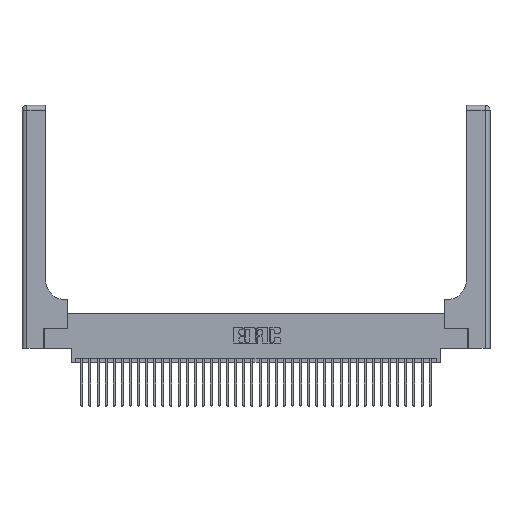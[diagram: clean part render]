
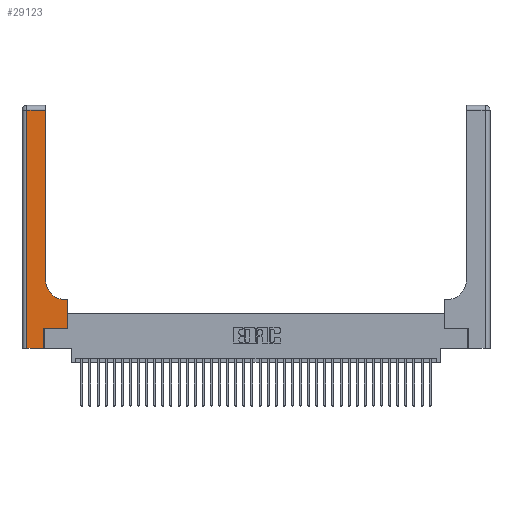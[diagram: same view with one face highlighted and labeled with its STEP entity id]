
A CAD part, top view. The second image highlights one B-rep face of the part: STEP entity #29123.
In plain terms, the highlighted planar face has unit normal (0, 0, 1).
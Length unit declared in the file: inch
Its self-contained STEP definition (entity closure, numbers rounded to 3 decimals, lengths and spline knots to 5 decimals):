
#470 = EDGE_CURVE ( 'NONE', #21399, #15329, #8073, .T. ) ;
#812 = ORIENTED_EDGE ( 'NONE', *, *, #11276, .T. ) ;
#963 = EDGE_CURVE ( 'NONE', #19738, #16155, #38857, .T. ) ;
#2044 = ORIENTED_EDGE ( 'NONE', *, *, #18695, .T. ) ;
#3062 = LINE ( 'NONE', #32584, #10273 ) ;
#3359 = VERTEX_POINT ( 'NONE', #3525 ) ;
#3525 = CARTESIAN_POINT ( 'NONE',  ( 0.5415, 0.6, 0.37 ) ) ;
#3553 = CARTESIAN_POINT ( 'NONE',  ( 0., 0., 0.37 ) ) ;
#4593 = EDGE_CURVE ( 'NONE', #24882, #35990, #16620, .T. ) ;
#5176 = AXIS2_PLACEMENT_3D ( 'NONE', #33582, #36627, #18296 ) ;
#5256 = DIRECTION ( 'NONE',  ( 0., 1., 0. ) ) ;
#5389 = CARTESIAN_POINT ( 'NONE',  ( 0.2915, 3., 0.37 ) ) ;
#6441 = VECTOR ( 'NONE', #18161, 39.37008 ) ;
#7133 = FACE_OUTER_BOUND ( 'NONE', #35386, .T. ) ;
#7566 = ORIENTED_EDGE ( 'NONE', *, *, #36295, .T. ) ;
#7769 = EDGE_CURVE ( 'NONE', #20700, #21399, #16080, .T. ) ;
#8073 = LINE ( 'NONE', #23069, #15220 ) ;
#8546 = VECTOR ( 'NONE', #5256, 39.37008 ) ;
#8992 = CARTESIAN_POINT ( 'NONE',  ( 0.5415, 0.85, 0.37 ) ) ;
#9112 = CARTESIAN_POINT ( 'NONE',  ( 0.2915, 0.85, 0.37 ) ) ;
#9317 = ORIENTED_EDGE ( 'NONE', *, *, #963, .T. ) ;
#9611 = CARTESIAN_POINT ( 'NONE',  ( 0.269, 0.25, 0.37 ) ) ;
#10273 = VECTOR ( 'NONE', #35620, 39.37008 ) ;
#10446 = CARTESIAN_POINT ( 'NONE',  ( 0.5585, 0.25, 0.37 ) ) ;
#11276 = EDGE_CURVE ( 'NONE', #3359, #24882, #28372, .T. ) ;
#12053 = DIRECTION ( 'NONE',  ( 1., 0., 0. ) ) ;
#12166 = PLANE ( 'NONE',  #5176 ) ;
#15152 = VECTOR ( 'NONE', #25051, 39.37008 ) ;
#15220 = VECTOR ( 'NONE', #16457, 39.37008 ) ;
#15299 = EDGE_CURVE ( 'NONE', #17772, #20700, #36830, .T. ) ;
#15329 = VERTEX_POINT ( 'NONE', #9611 ) ;
#16076 = CARTESIAN_POINT ( 'NONE',  ( 0.2915, 2.94, 0.37 ) ) ;
#16080 = LINE ( 'NONE', #3553, #15152 ) ;
#16155 = VERTEX_POINT ( 'NONE', #16319 ) ;
#16319 = CARTESIAN_POINT ( 'NONE',  ( 0.5585, 0.6, 0.37 ) ) ;
#16457 = DIRECTION ( 'NONE',  ( 0., 1., 0. ) ) ;
#16620 = LINE ( 'NONE', #5389, #8546 ) ;
#17772 = VERTEX_POINT ( 'NONE', #34953 ) ;
#18161 = DIRECTION ( 'NONE',  ( -1., 0., 0. ) ) ;
#18296 = DIRECTION ( 'NONE',  ( -1., 0., 0. ) ) ;
#18695 = EDGE_CURVE ( 'NONE', #35990, #17772, #21786, .T. ) ;
#19094 = AXIS2_PLACEMENT_3D ( 'NONE', #8992, #30387, #12053 ) ;
#19492 = ORIENTED_EDGE ( 'NONE', *, *, #4593, .T. ) ;
#19587 = VECTOR ( 'NONE', #33424, 39.37008 ) ;
#19738 = VERTEX_POINT ( 'NONE', #39531 ) ;
#20700 = VERTEX_POINT ( 'NONE', #30027 ) ;
#21102 = ORIENTED_EDGE ( 'NONE', *, *, #38297, .T. ) ;
#21399 = VERTEX_POINT ( 'NONE', #24122 ) ;
#21786 = LINE ( 'NONE', #30362, #6441 ) ;
#22044 = ORIENTED_EDGE ( 'NONE', *, *, #15299, .T. ) ;
#23069 = CARTESIAN_POINT ( 'NONE',  ( 0.269, 0., 0.37 ) ) ;
#24122 = CARTESIAN_POINT ( 'NONE',  ( 0.269, 0., 0.37 ) ) ;
#24882 = VERTEX_POINT ( 'NONE', #9112 ) ;
#25051 = DIRECTION ( 'NONE',  ( 1., 0., 0. ) ) ;
#26039 = CARTESIAN_POINT ( 'NONE',  ( 0.269, 0.25, 0.37 ) ) ;
#28372 = CIRCLE ( 'NONE', #19094, 0.25 ) ;
#28797 = LINE ( 'NONE', #26039, #34994 ) ;
#29123 = ADVANCED_FACE ( 'NONE', ( #7133 ), #12166, .F. ) ;
#30027 = CARTESIAN_POINT ( 'NONE',  ( 0.06, 0., 0.37 ) ) ;
#30347 = CARTESIAN_POINT ( 'NONE',  ( 0.06, 3., 0.37 ) ) ;
#30362 = CARTESIAN_POINT ( 'NONE',  ( 0., 2.94, 0.37 ) ) ;
#30387 = DIRECTION ( 'NONE',  ( 0., 0., -1. ) ) ;
#31747 = VECTOR ( 'NONE', #31859, 39.37008 ) ;
#31859 = DIRECTION ( 'NONE',  ( 0., 1., 0. ) ) ;
#32584 = CARTESIAN_POINT ( 'NONE',  ( 0.2915, 0.6, 0.37 ) ) ;
#33424 = DIRECTION ( 'NONE',  ( 0., -1., 0. ) ) ;
#33582 = CARTESIAN_POINT ( 'NONE',  ( 0., 3., 0.37 ) ) ;
#34953 = CARTESIAN_POINT ( 'NONE',  ( 0.06, 2.94, 0.37 ) ) ;
#34994 = VECTOR ( 'NONE', #38258, 39.37008 ) ;
#35347 = ORIENTED_EDGE ( 'NONE', *, *, #470, .T. ) ;
#35386 = EDGE_LOOP ( 'NONE', ( #19492, #2044, #22044, #35829, #35347, #21102, #9317, #7566, #812 ) ) ;
#35620 = DIRECTION ( 'NONE',  ( -1., 0., 0. ) ) ;
#35829 = ORIENTED_EDGE ( 'NONE', *, *, #7769, .T. ) ;
#35990 = VERTEX_POINT ( 'NONE', #16076 ) ;
#36295 = EDGE_CURVE ( 'NONE', #16155, #3359, #3062, .T. ) ;
#36627 = DIRECTION ( 'NONE',  ( 0., 0., -1. ) ) ;
#36830 = LINE ( 'NONE', #30347, #19587 ) ;
#38258 = DIRECTION ( 'NONE',  ( 1., 0., 0. ) ) ;
#38297 = EDGE_CURVE ( 'NONE', #15329, #19738, #28797, .T. ) ;
#38857 = LINE ( 'NONE', #10446, #31747 ) ;
#39531 = CARTESIAN_POINT ( 'NONE',  ( 0.5585, 0.25, 0.37 ) ) ;
